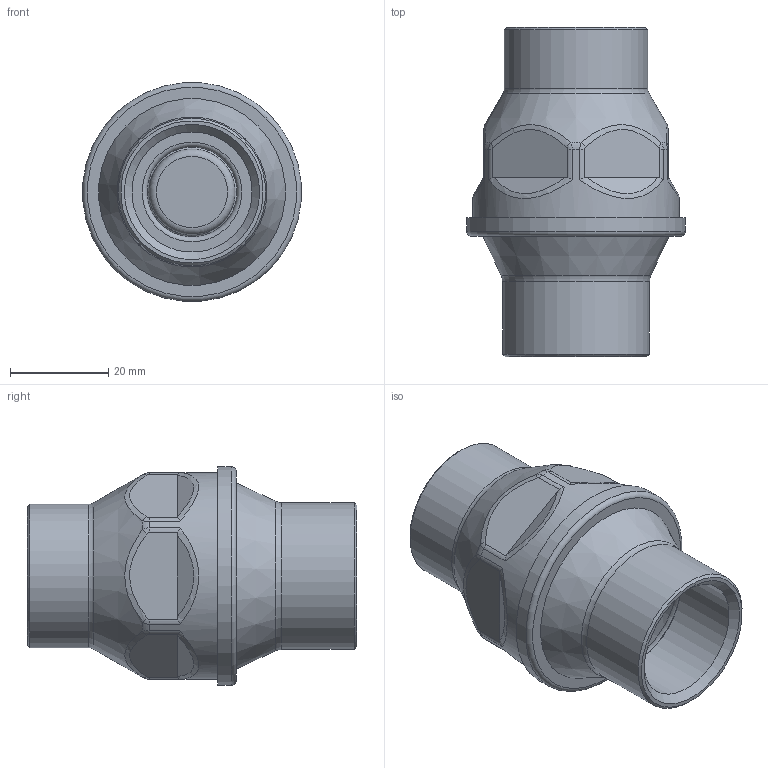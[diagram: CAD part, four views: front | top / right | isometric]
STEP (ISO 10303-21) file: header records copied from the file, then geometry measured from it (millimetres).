
FILE_DESCRIPTION(/* description */ (''),/* implementation_level */ '2;1');
FILE_NAME(/* name */ 'ruck_34_es.stp',/* time_stamp */ '2018-10-11T10:20:53+02:00',/* author */ ('leitheußer'),/* organization */ (''),/* preprocessor_version */ 'ST-DEVELOPER v15.6',/* originating_system */ 'Autodesk Inventor LT ',/* authorisation */ '');
FILE_SCHEMA (('AUTOMOTIVE_DESIGN { 1 0 10303 214 3 1 1 }'));
Length unit declared in the file: millimetre
Products named in the file (1): VALVOLA IDRJA G 3_4
Bounding box: 44.43 x 67 x 44.43 mm (x, y, z)
Volume: 22523.9 mm3; surface area: 25711.7 mm2
Topology: 8 solids, 8 shells, 238 faces, 593 edges, 384 vertices
Faces by surface type: plane 78, cylinder 73, torus 41, bspline 32, cone 14
Full cylindrical faces by diameter (mm): 4 x1, 4.3 x1, 6.2 x1, 8 x2, 12 x1, 14.5 x1, 17.5 x1, 18.3 x1, 20.7 x1, 21 x1, 23 x1, 23.1 x1, 24.5 x2, 26.6 x1, 28.5 x1, 28.8 x1, 29.2 x1, 30 x1, 31.7 x1, 37.3 x1, 42 x1, 42.2 x1, 44.6 x1
Entity records: 13934 total; most frequent: CARTESIAN_POINT 8825, ORIENTED_EDGE 1026, DIRECTION 988, EDGE_CURVE 513, AXIS2_PLACEMENT_3D 416, VERTEX_POINT 366, EDGE_LOOP 325, ADVANCED_FACE 238
